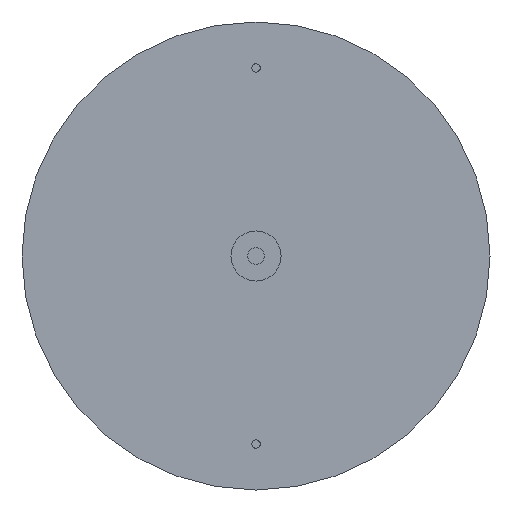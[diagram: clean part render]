
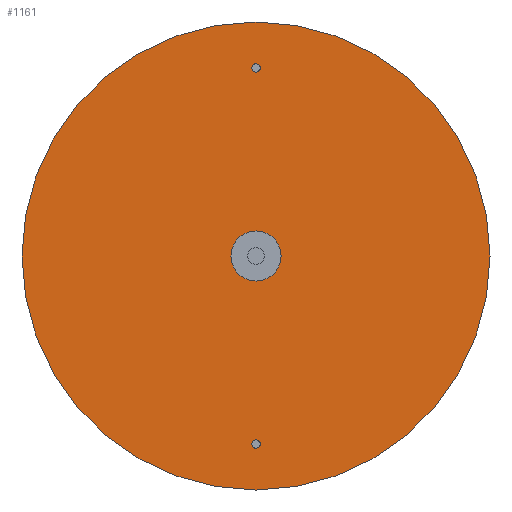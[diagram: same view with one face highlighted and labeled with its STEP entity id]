
A CAD part, front view. The second image highlights one B-rep face of the part: STEP entity #1161.
In plain terms, the highlighted planar face has unit normal (0, -1, 0).
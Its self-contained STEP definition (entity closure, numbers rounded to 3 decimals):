
#87=PLANE('',#1304);
#213=FACE_OUTER_BOUND('',#339,.T.);
#339=EDGE_LOOP('',(#889));
#553=CIRCLE('',#1302,140.);
#663=VERTEX_POINT('',#2009);
#773=EDGE_CURVE('',#663,#663,#553,.T.);
#889=ORIENTED_EDGE('',*,*,#773,.T.);
#1161=ADVANCED_FACE('',(#213),#87,.T.);
#1302=AXIS2_PLACEMENT_3D('',#2010,#1549,#1550);
#1304=AXIS2_PLACEMENT_3D('',#2012,#1553,#1554);
#1549=DIRECTION('center_axis',(0.,-1.,0.));
#1550=DIRECTION('ref_axis',(1.,0.,0.));
#1553=DIRECTION('center_axis',(0.,-1.,0.));
#1554=DIRECTION('ref_axis',(1.,0.,0.));
#2009=CARTESIAN_POINT('',(140.,-140.,0.));
#2010=CARTESIAN_POINT('Origin',(0.,-140.,0.));
#2012=CARTESIAN_POINT('Origin',(0.,-140.,0.));
